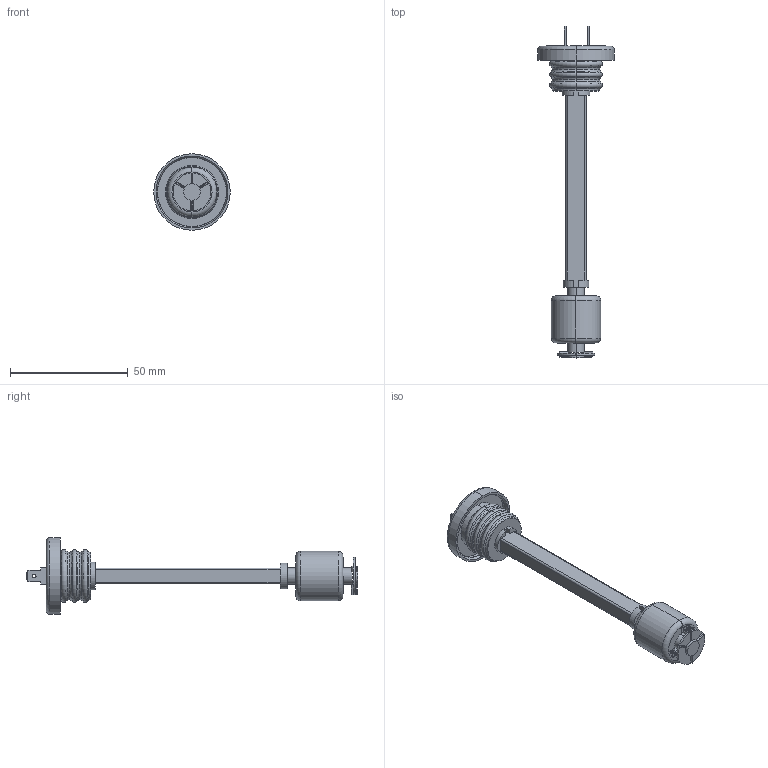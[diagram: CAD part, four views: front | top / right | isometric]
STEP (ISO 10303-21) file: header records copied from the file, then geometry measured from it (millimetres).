
FILE_DESCRIPTION (( 'STEP AP214' ), '1' );
FILE_NAME ('SPG.STEP', '2020-02-03T12:52:40', ( '' ), ( '' ), 'SwSTEP 2.0', 'SolidWorks 2019', '' );
FILE_SCHEMA (( 'AUTOMOTIVE_DESIGN' ));
Length unit declared in the file: millimetre
Products named in the file (1): SPG
Bounding box: 32.5 x 141 x 32.5 mm (x, y, z)
Surface area: 10334.2 mm2 (no closed solid volume)
Topology: 0 solids, 10 shells, 335 faces, 1274 edges, 907 vertices
Faces by surface type: plane 205, cylinder 43, bspline 36, torus 28, cone 23
Entity records: 20667 total; most frequent: CARTESIAN_POINT 6907, ORIENTED_EDGE 1941, DIRECTION 1847, EDGE_CURVE 1274, VERTEX_POINT 907, VECTOR 885, LINE 885, AXIS2_PLACEMENT_3D 481
